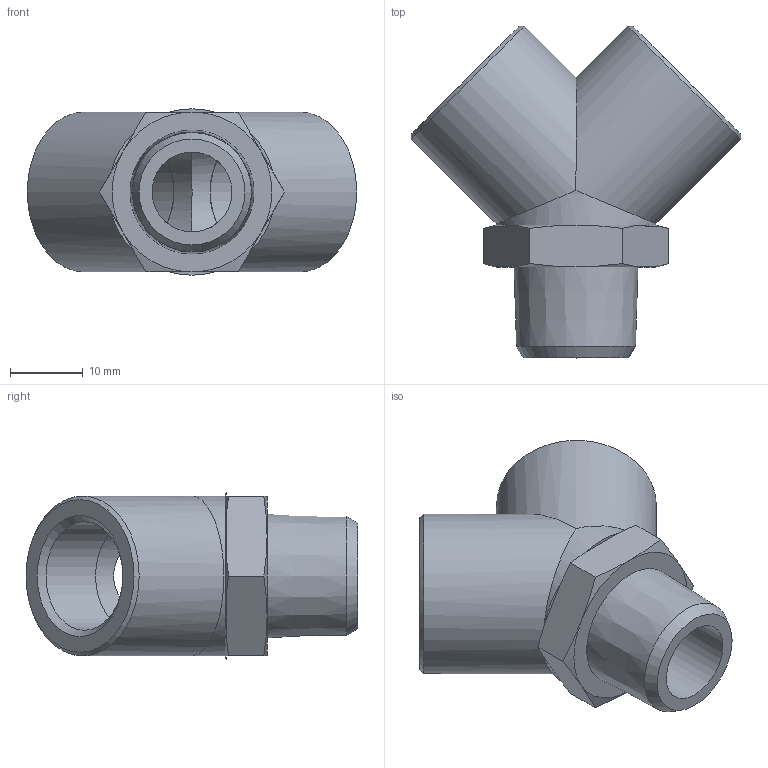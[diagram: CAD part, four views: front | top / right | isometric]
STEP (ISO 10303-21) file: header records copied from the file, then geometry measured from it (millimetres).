
FILE_DESCRIPTION(/* description */ ('STEP AP214'),/* implementation_level */ '2;1');
FILE_NAME(/* name */ '8030233_NPFC-Y-R38-2G38-MFF',/* time_stamp */ '2024-09-13T00:38:37+02:00',/* author */ ('License CC BY-ND 4.0'),/* organization */ ('CADENAS'),/* preprocessor_version */ 'ST-DEVELOPER v19.3',/* originating_system */ 'PARTsolutions',/* authorisation */ ' ');
FILE_SCHEMA (('AUTOMOTIVE_DESIGN {1 0 10303 214 3 1 1}'));
Length unit declared in the file: millimetre
Products named in the file (1): 8030233 NPFC-Y-R38-2G38-MFF
Bounding box: 45.29 x 45.65 x 22.89 mm (x, y, z)
Volume: 10921.2 mm3; surface area: 6625.7 mm2
Topology: 1 solids, 1 shells, 41 faces, 99 edges, 60 vertices
Faces by surface type: plane 16, cone 15, cylinder 8, sphere 2
Full cylindrical faces by diameter (mm): 11 x1, 14.95 x2, 15 x2, 22 x3
Entity records: 1122 total; most frequent: CARTESIAN_POINT 252, DIRECTION 174, ORIENTED_EDGE 154, AXIS2_PLACEMENT_3D 81, EDGE_CURVE 77, EDGE_LOOP 62, FACE_BOUND 62, VERTEX_POINT 55
